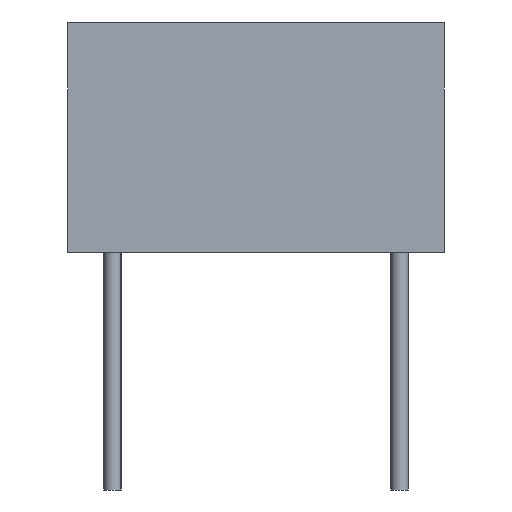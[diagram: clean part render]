
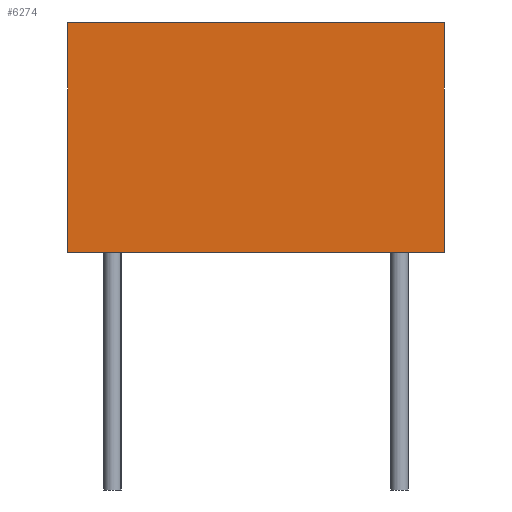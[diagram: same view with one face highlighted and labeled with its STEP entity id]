
A CAD part, front view. The second image highlights one B-rep face of the part: STEP entity #6274.
In plain terms, the highlighted planar face has unit normal (0, -1, 0).
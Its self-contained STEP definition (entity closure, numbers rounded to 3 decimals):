
#6198 = EDGE_CURVE('',#6199,#6201,#6203,.T.);
#6199 = VERTEX_POINT('',#6200);
#6200 = CARTESIAN_POINT('',(0.,0.,0.));
#6201 = VERTEX_POINT('',#6202);
#6202 = CARTESIAN_POINT('',(0.,0.,6.1));
#6203 = LINE('',#6204,#6205);
#6204 = CARTESIAN_POINT('',(0.,0.,0.));
#6205 = VECTOR('',#6206,1.);
#6206 = DIRECTION('',(0.,0.,1.));
#6238 = EDGE_CURVE('',#6239,#6241,#6243,.T.);
#6239 = VERTEX_POINT('',#6240);
#6240 = CARTESIAN_POINT('',(10.,0.,0.));
#6241 = VERTEX_POINT('',#6242);
#6242 = CARTESIAN_POINT('',(10.,0.,6.1));
#6243 = LINE('',#6244,#6245);
#6244 = CARTESIAN_POINT('',(10.,0.,0.));
#6245 = VECTOR('',#6246,1.);
#6246 = DIRECTION('',(0.,0.,1.));
#6274 = ADVANCED_FACE('',(#6275),#6291,.F.);
#6275 = FACE_BOUND('',#6276,.F.);
#6276 = EDGE_LOOP('',(#6277,#6283,#6284,#6290));
#6277 = ORIENTED_EDGE('',*,*,#6278,.F.);
#6278 = EDGE_CURVE('',#6199,#6239,#6279,.T.);
#6279 = LINE('',#6280,#6281);
#6280 = CARTESIAN_POINT('',(0.,0.,0.));
#6281 = VECTOR('',#6282,1.);
#6282 = DIRECTION('',(1.,0.,-0.));
#6283 = ORIENTED_EDGE('',*,*,#6198,.T.);
#6284 = ORIENTED_EDGE('',*,*,#6285,.T.);
#6285 = EDGE_CURVE('',#6201,#6241,#6286,.T.);
#6286 = LINE('',#6287,#6288);
#6287 = CARTESIAN_POINT('',(0.,0.,6.1));
#6288 = VECTOR('',#6289,1.);
#6289 = DIRECTION('',(1.,0.,-0.));
#6290 = ORIENTED_EDGE('',*,*,#6238,.F.);
#6291 = PLANE('',#6292);
#6292 = AXIS2_PLACEMENT_3D('',#6293,#6294,#6295);
#6293 = CARTESIAN_POINT('',(0.,0.,0.));
#6294 = DIRECTION('',(-0.,1.,0.));
#6295 = DIRECTION('',(0.,0.,1.));
